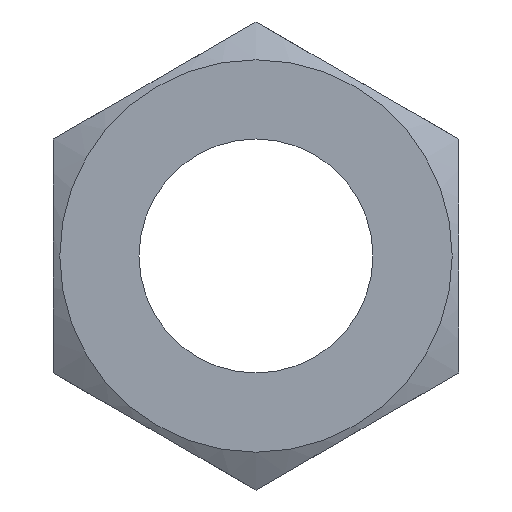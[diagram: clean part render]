
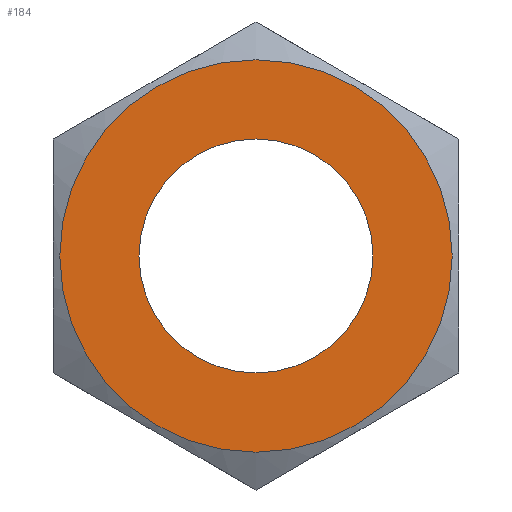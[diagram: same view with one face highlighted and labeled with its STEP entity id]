
A CAD part, front view. The second image highlights one B-rep face of the part: STEP entity #184.
In plain terms, the highlighted planar face has unit normal (0, -1, 0).
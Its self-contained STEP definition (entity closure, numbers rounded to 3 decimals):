
#19=FACE_BOUND('',#44,.T.);
#22=CIRCLE('',#212,16.771);
#23=CIRCLE('',#213,10.);
#31=FACE_OUTER_BOUND('',#43,.T.);
#43=EDGE_LOOP('',(#145));
#44=EDGE_LOOP('',(#146));
#92=VERTEX_POINT('',#325);
#93=VERTEX_POINT('',#327);
#114=EDGE_CURVE('',#92,#92,#22,.T.);
#115=EDGE_CURVE('',#93,#93,#23,.T.);
#145=ORIENTED_EDGE('',*,*,#114,.F.);
#146=ORIENTED_EDGE('',*,*,#115,.T.);
#176=PLANE('',#211);
#184=ADVANCED_FACE('',(#31,#19),#176,.F.);
#211=AXIS2_PLACEMENT_3D('',#324,#243,#244);
#212=AXIS2_PLACEMENT_3D('',#326,#245,#246);
#213=AXIS2_PLACEMENT_3D('',#328,#247,#248);
#243=DIRECTION('center_axis',(0.,1.,0.));
#244=DIRECTION('ref_axis',(0.,0.,1.));
#245=DIRECTION('center_axis',(0.,1.,0.));
#246=DIRECTION('ref_axis',(0.,0.,1.));
#247=DIRECTION('center_axis',(0.,1.,0.));
#248=DIRECTION('ref_axis',(0.,0.,1.));
#324=CARTESIAN_POINT('Origin',(0.,-4.5,0.));
#325=CARTESIAN_POINT('',(0.,-4.5,16.771));
#326=CARTESIAN_POINT('Origin',(0.,-4.5,0.));
#327=CARTESIAN_POINT('',(0.,-4.5,10.));
#328=CARTESIAN_POINT('Origin',(0.,-4.5,0.));
